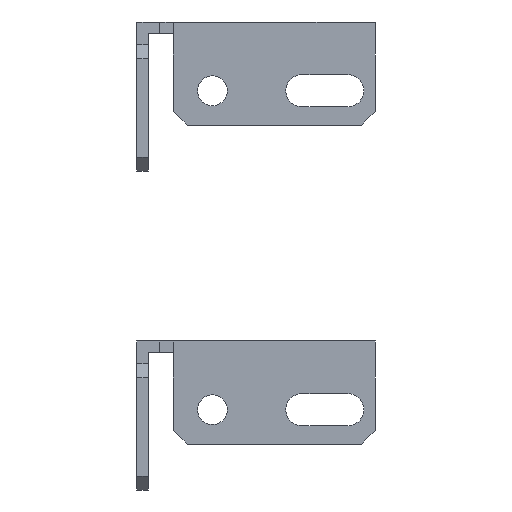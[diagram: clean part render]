
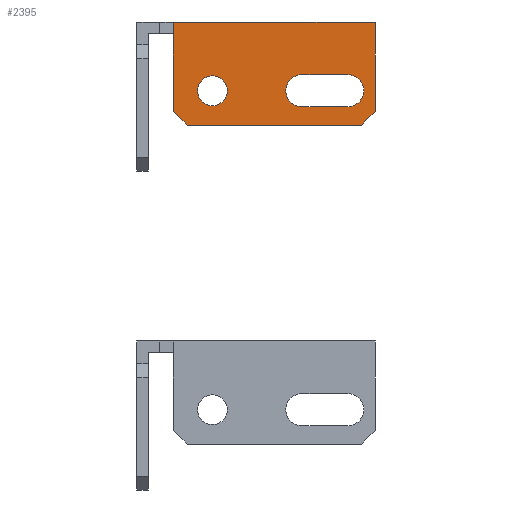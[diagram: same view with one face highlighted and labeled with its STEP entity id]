
A CAD part, front view. The second image highlights one B-rep face of the part: STEP entity #2395.
In plain terms, the highlighted planar face has unit normal (0, -1, 0).
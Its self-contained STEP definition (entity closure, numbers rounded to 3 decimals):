
#15 = FACE_BOUND ( 'NONE', #979, .T. ) ;
#35 = CARTESIAN_POINT ( 'NONE',  ( -81.414, -36.43, 11.25 ) ) ;
#73 = AXIS2_PLACEMENT_3D ( 'NONE', #6819, #6896, #6011 ) ;
#117 = EDGE_CURVE ( 'NONE', #2598, #1485, #5422, .T. ) ;
#223 = VERTEX_POINT ( 'NONE', #2371 ) ;
#259 = LINE ( 'NONE', #300, #871 ) ;
#300 = CARTESIAN_POINT ( 'NONE',  ( -89.414, -36.43, -2.25 ) ) ;
#399 = VECTOR ( 'NONE', #6254, 1000. ) ;
#440 = ORIENTED_EDGE ( 'NONE', *, *, #4111, .T. ) ;
#486 = CARTESIAN_POINT ( 'NONE',  ( -37.414, -36.43, 13.75 ) ) ;
#558 = FACE_OUTER_BOUND ( 'NONE', #4348, .T. ) ;
#580 = DIRECTION ( 'NONE',  ( 0., 0., -1. ) ) ;
#706 = DIRECTION ( 'NONE',  ( -1., 0., 0. ) ) ;
#871 = VECTOR ( 'NONE', #706, 1000. ) ;
#979 = EDGE_LOOP ( 'NONE', ( #1210, #5697, #4661, #6580 ) ) ;
#996 = DIRECTION ( 'NONE',  ( 0., 1., 0. ) ) ;
#1002 = LINE ( 'NONE', #486, #6645 ) ;
#1028 = CARTESIAN_POINT ( 'NONE',  ( -40.414, -36.43, -6.25 ) ) ;
#1135 = CARTESIAN_POINT ( 'NONE',  ( -89.414, -36.43, -6.25 ) ) ;
#1210 = ORIENTED_EDGE ( 'NONE', *, *, #117, .T. ) ;
#1244 = CARTESIAN_POINT ( 'NONE',  ( -53.414, -36.43, -2.25 ) ) ;
#1259 = VERTEX_POINT ( 'NONE', #2427 ) ;
#1283 = CARTESIAN_POINT ( 'NONE',  ( -72.914, -36.43, 4.5 ) ) ;
#1458 = AXIS2_PLACEMENT_3D ( 'NONE', #5357, #996, #3622 ) ;
#1485 = VERTEX_POINT ( 'NONE', #4809 ) ;
#1514 = LINE ( 'NONE', #4253, #4846 ) ;
#1715 = DIRECTION ( 'NONE',  ( 0., 1., 0. ) ) ;
#1727 = VERTEX_POINT ( 'NONE', #2969 ) ;
#1790 = VERTEX_POINT ( 'NONE', #5102 ) ;
#1852 = LINE ( 'NONE', #5081, #5261 ) ;
#1940 = ORIENTED_EDGE ( 'NONE', *, *, #6778, .T. ) ;
#1976 = VERTEX_POINT ( 'NONE', #6042 ) ;
#1992 = DIRECTION ( 'NONE',  ( 0., 0., 1. ) ) ;
#2114 = ORIENTED_EDGE ( 'NONE', *, *, #4799, .F. ) ;
#2136 = ORIENTED_EDGE ( 'NONE', *, *, #2232, .T. ) ;
#2198 = EDGE_CURVE ( 'NONE', #1485, #1976, #3489, .T. ) ;
#2232 = EDGE_CURVE ( 'NONE', #1259, #4243, #4529, .T. ) ;
#2240 = CARTESIAN_POINT ( 'NONE',  ( -89.414, -36.43, 13.75 ) ) ;
#2247 = CARTESIAN_POINT ( 'NONE',  ( -72.914, -36.43, 1.25 ) ) ;
#2285 = VERTEX_POINT ( 'NONE', #4765 ) ;
#2349 = VECTOR ( 'NONE', #5496, 1000. ) ;
#2371 = CARTESIAN_POINT ( 'NONE',  ( -43.414, -36.43, -2.25 ) ) ;
#2395 = ADVANCED_FACE ( 'NONE', ( #15, #2770, #558 ), #5394, .F. ) ;
#2427 = CARTESIAN_POINT ( 'NONE',  ( -72.914, -36.43, -2. ) ) ;
#2440 = CIRCLE ( 'NONE', #5161, 3.25 ) ;
#2473 = EDGE_CURVE ( 'NONE', #3115, #2911, #1852, .T. ) ;
#2565 = CARTESIAN_POINT ( 'NONE',  ( -78.414, -36.43, -6.25 ) ) ;
#2598 = VERTEX_POINT ( 'NONE', #1244 ) ;
#2702 = DIRECTION ( 'NONE',  ( 0., 0., 1. ) ) ;
#2770 = FACE_BOUND ( 'NONE', #6889, .T. ) ;
#2817 = DIRECTION ( 'NONE',  ( -1., 0., 0. ) ) ;
#2911 = VERTEX_POINT ( 'NONE', #3503 ) ;
#2969 = CARTESIAN_POINT ( 'NONE',  ( -37.414, -36.43, -3.25 ) ) ;
#3115 = VERTEX_POINT ( 'NONE', #5023 ) ;
#3293 = LINE ( 'NONE', #6026, #5270 ) ;
#3343 = CARTESIAN_POINT ( 'NONE',  ( -89.414, -36.43, 16.25 ) ) ;
#3450 = CARTESIAN_POINT ( 'NONE',  ( -37.414, -36.43, -3.25 ) ) ;
#3489 = LINE ( 'NONE', #5748, #4862 ) ;
#3503 = CARTESIAN_POINT ( 'NONE',  ( -37.414, -36.43, 16.25 ) ) ;
#3509 = DIRECTION ( 'NONE',  ( 0., 1., 0. ) ) ;
#3577 = DIRECTION ( 'NONE',  ( 0., 0., 1. ) ) ;
#3622 = DIRECTION ( 'NONE',  ( 0., 0., 1. ) ) ;
#3654 = EDGE_CURVE ( 'NONE', #2285, #3772, #6443, .T. ) ;
#3772 = VERTEX_POINT ( 'NONE', #5876 ) ;
#3815 = VECTOR ( 'NONE', #2817, 1000. ) ;
#4004 = DIRECTION ( 'NONE',  ( 0., 0., 1. ) ) ;
#4015 = AXIS2_PLACEMENT_3D ( 'NONE', #2240, #1715, #2702 ) ;
#4111 = EDGE_CURVE ( 'NONE', #2911, #1790, #7031, .T. ) ;
#4145 = EDGE_CURVE ( 'NONE', #4271, #1727, #4987, .T. ) ;
#4229 = DIRECTION ( 'NONE',  ( 1., 0., 0. ) ) ;
#4243 = VERTEX_POINT ( 'NONE', #1283 ) ;
#4253 = CARTESIAN_POINT ( 'NONE',  ( -81.414, -36.43, 13.75 ) ) ;
#4271 = VERTEX_POINT ( 'NONE', #1028 ) ;
#4275 = ORIENTED_EDGE ( 'NONE', *, *, #6169, .T. ) ;
#4348 = EDGE_LOOP ( 'NONE', ( #1940, #5976, #6928, #6637, #4275, #5768, #440, #2114 ) ) ;
#4411 = DIRECTION ( 'NONE',  ( 0., 1., 0. ) ) ;
#4529 = CIRCLE ( 'NONE', #1458, 3.25 ) ;
#4626 = CIRCLE ( 'NONE', #73, 3.5 ) ;
#4632 = EDGE_CURVE ( 'NONE', #223, #2598, #259, .T. ) ;
#4661 = ORIENTED_EDGE ( 'NONE', *, *, #4997, .T. ) ;
#4672 = DIRECTION ( 'NONE',  ( 0., 0., 1. ) ) ;
#4765 = CARTESIAN_POINT ( 'NONE',  ( -81.414, -36.43, -3.25 ) ) ;
#4799 = EDGE_CURVE ( 'NONE', #6745, #1790, #1514, .T. ) ;
#4809 = CARTESIAN_POINT ( 'NONE',  ( -53.414, -36.43, 4.75 ) ) ;
#4846 = VECTOR ( 'NONE', #3577, 1000. ) ;
#4862 = VECTOR ( 'NONE', #4229, 1000. ) ;
#4903 = DIRECTION ( 'NONE',  ( 0., 0., 1. ) ) ;
#4987 = LINE ( 'NONE', #3450, #399 ) ;
#4997 = EDGE_CURVE ( 'NONE', #1976, #223, #4626, .T. ) ;
#5023 = CARTESIAN_POINT ( 'NONE',  ( -37.414, -36.43, 11.25 ) ) ;
#5081 = CARTESIAN_POINT ( 'NONE',  ( -37.414, -36.43, 11.25 ) ) ;
#5087 = AXIS2_PLACEMENT_3D ( 'NONE', #5166, #3509, #4672 ) ;
#5102 = CARTESIAN_POINT ( 'NONE',  ( -81.414, -36.43, 16.25 ) ) ;
#5161 = AXIS2_PLACEMENT_3D ( 'NONE', #2247, #4411, #4903 ) ;
#5166 = CARTESIAN_POINT ( 'NONE',  ( -53.414, -36.43, 1.25 ) ) ;
#5260 = DIRECTION ( 'NONE',  ( 0.707, 0., -0.707 ) ) ;
#5261 = VECTOR ( 'NONE', #4004, 1000. ) ;
#5270 = VECTOR ( 'NONE', #580, 1000. ) ;
#5357 = CARTESIAN_POINT ( 'NONE',  ( -72.914, -36.43, 1.25 ) ) ;
#5394 = PLANE ( 'NONE',  #4015 ) ;
#5422 = CIRCLE ( 'NONE', #5087, 3.5 ) ;
#5496 = DIRECTION ( 'NONE',  ( 1., 0., 0. ) ) ;
#5504 = EDGE_CURVE ( 'NONE', #3772, #4271, #6141, .T. ) ;
#5697 = ORIENTED_EDGE ( 'NONE', *, *, #2198, .T. ) ;
#5748 = CARTESIAN_POINT ( 'NONE',  ( -89.414, -36.43, 4.75 ) ) ;
#5768 = ORIENTED_EDGE ( 'NONE', *, *, #2473, .T. ) ;
#5876 = CARTESIAN_POINT ( 'NONE',  ( -78.414, -36.43, -6.25 ) ) ;
#5957 = ORIENTED_EDGE ( 'NONE', *, *, #6978, .T. ) ;
#5976 = ORIENTED_EDGE ( 'NONE', *, *, #3654, .T. ) ;
#6011 = DIRECTION ( 'NONE',  ( 0., 0., 1. ) ) ;
#6026 = CARTESIAN_POINT ( 'NONE',  ( -81.414, -36.43, 13.75 ) ) ;
#6042 = CARTESIAN_POINT ( 'NONE',  ( -43.414, -36.43, 4.75 ) ) ;
#6141 = LINE ( 'NONE', #1135, #2349 ) ;
#6169 = EDGE_CURVE ( 'NONE', #1727, #3115, #1002, .T. ) ;
#6254 = DIRECTION ( 'NONE',  ( 0.707, 0., 0.707 ) ) ;
#6443 = LINE ( 'NONE', #2565, #6862 ) ;
#6580 = ORIENTED_EDGE ( 'NONE', *, *, #4632, .T. ) ;
#6637 = ORIENTED_EDGE ( 'NONE', *, *, #4145, .T. ) ;
#6645 = VECTOR ( 'NONE', #1992, 1000. ) ;
#6745 = VERTEX_POINT ( 'NONE', #35 ) ;
#6778 = EDGE_CURVE ( 'NONE', #6745, #2285, #3293, .T. ) ;
#6819 = CARTESIAN_POINT ( 'NONE',  ( -43.414, -36.43, 1.25 ) ) ;
#6862 = VECTOR ( 'NONE', #5260, 1000. ) ;
#6889 = EDGE_LOOP ( 'NONE', ( #5957, #2136 ) ) ;
#6896 = DIRECTION ( 'NONE',  ( 0., 1., 0. ) ) ;
#6928 = ORIENTED_EDGE ( 'NONE', *, *, #5504, .T. ) ;
#6978 = EDGE_CURVE ( 'NONE', #4243, #1259, #2440, .T. ) ;
#7031 = LINE ( 'NONE', #3343, #3815 ) ;
